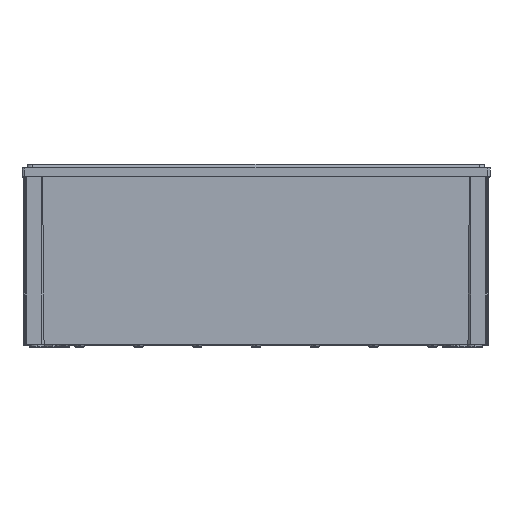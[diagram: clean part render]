
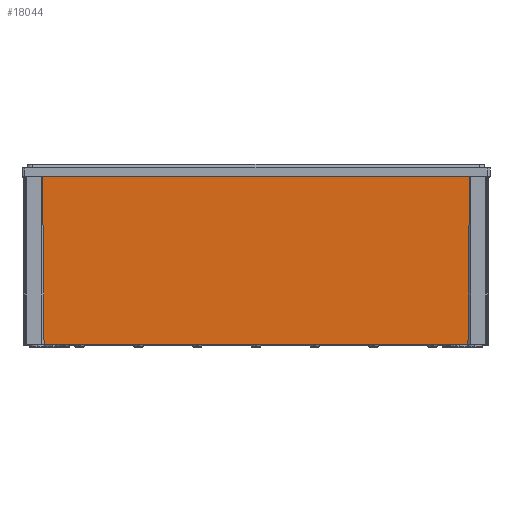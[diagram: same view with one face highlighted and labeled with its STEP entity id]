
A CAD part, top view. The second image highlights one B-rep face of the part: STEP entity #18044.
In plain terms, the highlighted planar face has unit normal (0, -0.009, 1).
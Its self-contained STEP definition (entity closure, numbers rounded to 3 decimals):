
#1257 = VERTEX_POINT ( 'NONE', #2799 ) ;
#2799 = CARTESIAN_POINT ( 'NONE',  ( 181.5, -7.2, 246.5 ) ) ;
#3032 = EDGE_LOOP ( 'NONE', ( #26232, #13493, #19438, #26778 ) ) ;
#3561 = VERTEX_POINT ( 'NONE', #25355 ) ;
#3677 = LINE ( 'NONE', #28255, #13966 ) ;
#3908 = EDGE_CURVE ( 'NONE', #4316, #3561, #3677, .T. ) ;
#4316 = VERTEX_POINT ( 'NONE', #26647 ) ;
#4330 = CARTESIAN_POINT ( 'NONE',  ( 180.254, -150., 245.254 ) ) ;
#5508 = VERTEX_POINT ( 'NONE', #4330 ) ;
#6491 = DIRECTION ( 'NONE',  ( 0.009, -1., -0.009 ) ) ;
#6729 = CARTESIAN_POINT ( 'NONE',  ( 191.5, -7.2, 246.5 ) ) ;
#6887 = EDGE_CURVE ( 'NONE', #1257, #4316, #23256, .T. ) ;
#10012 = PLANE ( 'NONE',  #16659 ) ;
#11008 = VECTOR ( 'NONE', #12196, 1000. ) ;
#12196 = DIRECTION ( 'NONE',  ( 1., 0., 0. ) ) ;
#12439 = CARTESIAN_POINT ( 'NONE',  ( 191.5, -7.2, 246.5 ) ) ;
#13493 = ORIENTED_EDGE ( 'NONE', *, *, #23182, .T. ) ;
#13700 = LINE ( 'NONE', #20057, #14062 ) ;
#13966 = VECTOR ( 'NONE', #6491, 1000. ) ;
#14062 = VECTOR ( 'NONE', #15165, 1000. ) ;
#15165 = DIRECTION ( 'NONE',  ( 0.009, 1., 0.009 ) ) ;
#16552 = FACE_OUTER_BOUND ( 'NONE', #3032, .T. ) ;
#16659 = AXIS2_PLACEMENT_3D ( 'NONE', #12439, #29413, #20272 ) ;
#17414 = LINE ( 'NONE', #24621, #11008 ) ;
#18044 = ADVANCED_FACE ( 'NONE', ( #16552 ), #10012, .T. ) ;
#19438 = ORIENTED_EDGE ( 'NONE', *, *, #6887, .T. ) ;
#20057 = CARTESIAN_POINT ( 'NONE',  ( 178.65, -333.8, 243.65 ) ) ;
#20272 = DIRECTION ( 'NONE',  ( 0., -1., -0.009 ) ) ;
#21326 = VECTOR ( 'NONE', #23823, 1000. ) ;
#23182 = EDGE_CURVE ( 'NONE', #5508, #1257, #13700, .T. ) ;
#23256 = LINE ( 'NONE', #6729, #21326 ) ;
#23823 = DIRECTION ( 'NONE',  ( -1., 0., 0. ) ) ;
#24621 = CARTESIAN_POINT ( 'NONE',  ( 191.5, -150., 245.254 ) ) ;
#24623 = EDGE_CURVE ( 'NONE', #3561, #5508, #17414, .T. ) ;
#25355 = CARTESIAN_POINT ( 'NONE',  ( -180.254, -150., 245.254 ) ) ;
#26232 = ORIENTED_EDGE ( 'NONE', *, *, #24623, .T. ) ;
#26647 = CARTESIAN_POINT ( 'NONE',  ( -181.5, -7.2, 246.5 ) ) ;
#26778 = ORIENTED_EDGE ( 'NONE', *, *, #3908, .T. ) ;
#28255 = CARTESIAN_POINT ( 'NONE',  ( -178.65, -333.8, 243.65 ) ) ;
#29413 = DIRECTION ( 'NONE',  ( 0., -0.009, 1. ) ) ;
